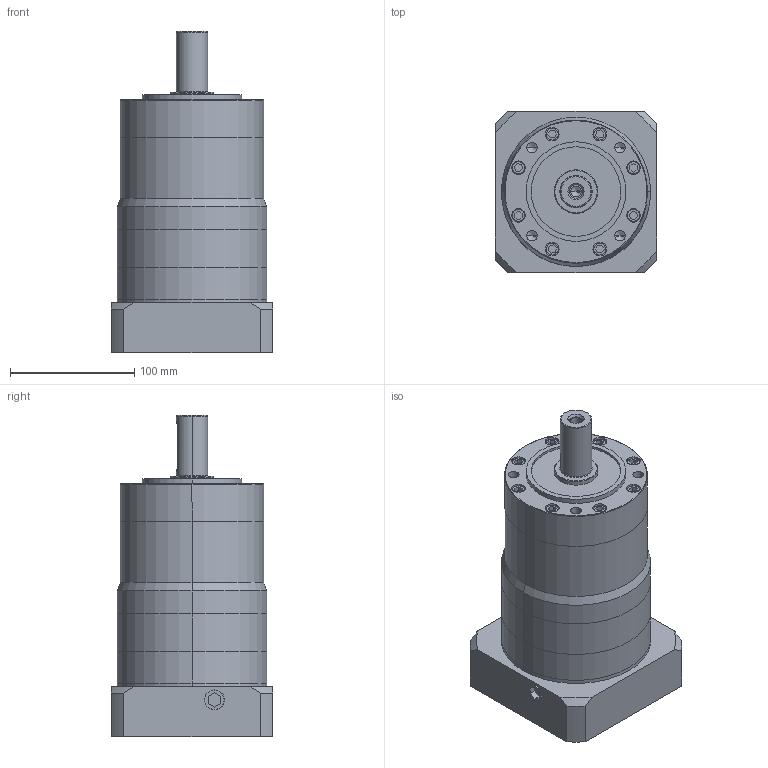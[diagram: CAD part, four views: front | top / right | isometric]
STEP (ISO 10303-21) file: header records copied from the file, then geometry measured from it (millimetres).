
FILE_DESCRIPTION (( 'STEP AP214' ), '1' );
FILE_NAME ('VGE115Èý¼¶Ä£ÐÍ.STEP', '2019-01-10T07:16:11', ( 'Windows' ), ( 'Microsoft' ), 'SwSTEP 2.0', 'SolidWorks 2016', '' );
FILE_SCHEMA (( 'AUTOMOTIVE_DESIGN' ));
Length unit declared in the file: millimetre
Products named in the file (1): VGE115三级模型
Bounding box: 130 x 130 x 258 mm (x, y, z)
Volume: 2171473.7 mm3; surface area: 239908.2 mm2
Topology: 5 solids, 5 shells, 316 faces, 741 edges, 475 vertices
Faces by surface type: plane 159, cylinder 119, cone 26, torus 12
Entity records: 9435 total; most frequent: CARTESIAN_POINT 1778, DIRECTION 1601, ORIENTED_EDGE 1446, EDGE_CURVE 723, AXIS2_PLACEMENT_3D 584, VERTEX_POINT 475, LINE 433, VECTOR 433
